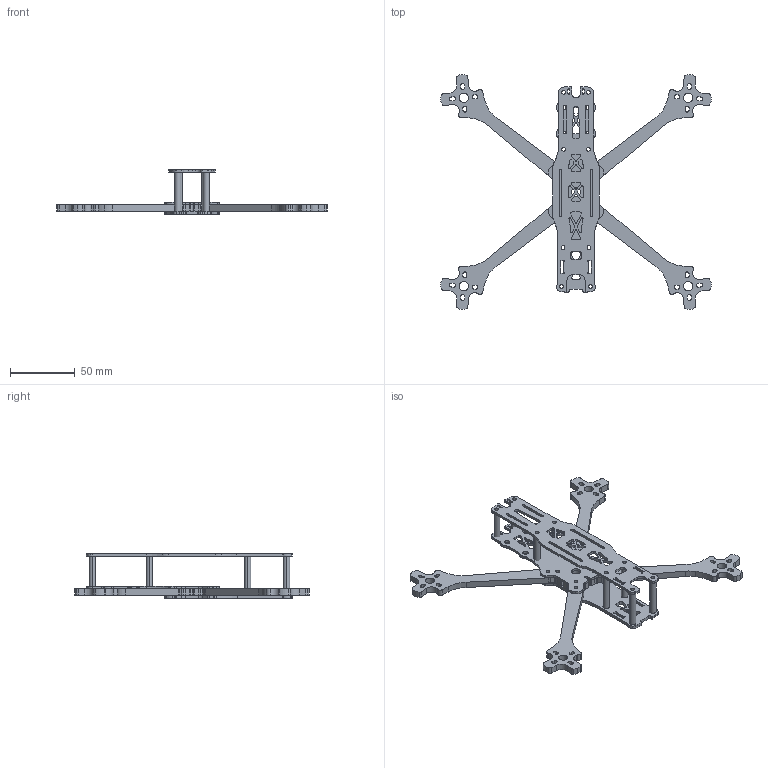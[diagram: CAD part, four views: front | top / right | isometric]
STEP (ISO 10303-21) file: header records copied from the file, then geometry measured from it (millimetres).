
FILE_DESCRIPTION((''),'2;1');
FILE_NAME('TBS_SOURCEONE_V5_ASM','2022-08-19T13:03:47',('Richi'),(''),'CREO PARAMETRIC BY PTC INC, 2018500','CREO PARAMETRIC BY PTC INC, 2018500','');
FILE_SCHEMA(('CONFIG_CONTROL_DESIGN'));
Length unit declared in the file: millimetre
Products named in the file (8): PRT0001; SOURCEONE_BOTTOMPLATE; SOURCEONE_ARMS; SOURCEONE_TOPPLATE; SOURCEONE_BOTTOMPLATE2; SOURCEONE_SPACER; SOURCEONE_ARM_STIFFER; TBS_SOURCEONE_V5_ASM
Assembly tree (7 placements, depth 2):
  TBS_SOURCEONE_V5_ASM
    PRT0001
    SOURCEONE_BOTTOMPLATE
    SOURCEONE_ARMS
    SOURCEONE_TOPPLATE
    SOURCEONE_BOTTOMPLATE2
    SOURCEONE_SPACER
    SOURCEONE_ARM_STIFFER
Bounding box: 209.03 x 181.2 x 34.5 mm (x, y, z)
Volume: 53502.6 mm3; surface area: 49969.2 mm2
Topology: 16 solids, 16 shells, 822 faces, 2370 edges, 1580 vertices
Faces by surface type: cylinder 524, plane 296, extrusion 2
Entity records: 28060 total; most frequent: DIRECTION 5086, CARTESIAN_POINT 4805, ORIENTED_EDGE 4740, EDGE_CURVE 2370, AXIS2_PLACEMENT_3D 1883, VERTEX_POINT 1580, VECTOR 1320, LINE 1318
